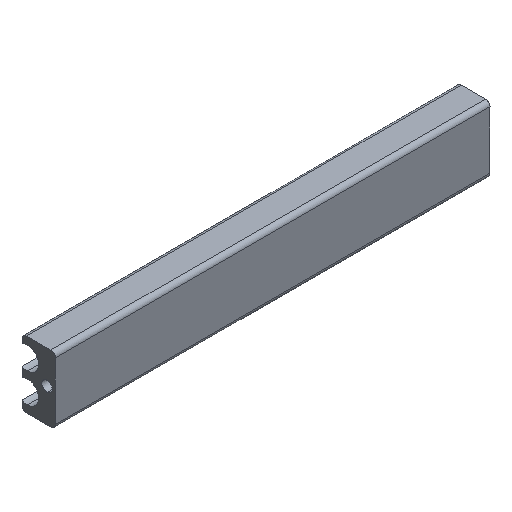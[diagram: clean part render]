
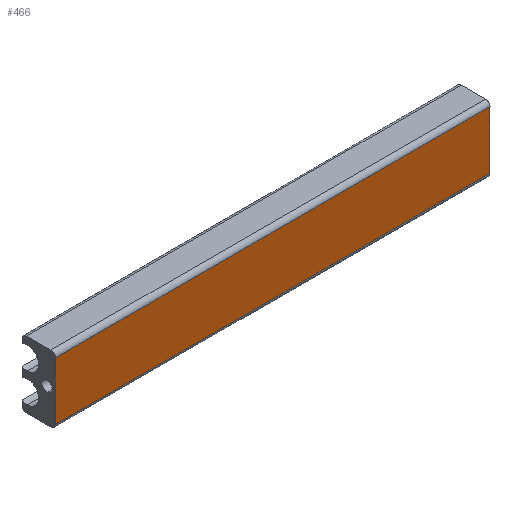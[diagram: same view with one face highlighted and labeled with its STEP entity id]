
A CAD part, isometric view. The second image highlights one B-rep face of the part: STEP entity #466.
In plain terms, the highlighted planar face has unit normal (0, -1, 0).
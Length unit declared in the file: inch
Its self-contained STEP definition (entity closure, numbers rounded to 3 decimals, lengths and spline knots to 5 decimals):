
#2 = VECTOR ( 'NONE', #346, 39.37008 ) ;
#28 = CARTESIAN_POINT ( 'NONE',  ( 3.28853, -0.1875, 15748.0315 ) ) ;
#101 = AXIS2_PLACEMENT_3D ( 'NONE', #28, #706, #582 ) ;
#120 = ORIENTED_EDGE ( 'NONE', *, *, #772, .T. ) ;
#143 = VERTEX_POINT ( 'NONE', #803 ) ;
#145 = LINE ( 'NONE', #784, #2 ) ;
#160 = DIRECTION ( 'NONE',  ( -1., 0., 0. ) ) ;
#233 = ORIENTED_EDGE ( 'NONE', *, *, #816, .F. ) ;
#243 = VECTOR ( 'NONE', #160, 39.37008 ) ;
#258 = EDGE_CURVE ( 'NONE', #480, #791, #741, .T. ) ;
#346 = DIRECTION ( 'NONE',  ( -1., 0., 0. ) ) ;
#393 = CARTESIAN_POINT ( 'NONE',  ( 2.45, -0.1875, 15748.0315 ) ) ;
#395 = PLANE ( 'NONE',  #101 ) ;
#414 = CARTESIAN_POINT ( 'NONE',  ( -2.45, -0.1875, 15748.0315 ) ) ;
#466 = ADVANCED_FACE ( 'NONE', ( #680 ), #395, .F. ) ;
#480 = VERTEX_POINT ( 'NONE', #643 ) ;
#510 = LINE ( 'NONE', #657, #243 ) ;
#537 = VECTOR ( 'NONE', #766, 39.37008 ) ;
#582 = DIRECTION ( 'NONE',  ( 0., 0., 1. ) ) ;
#587 = LINE ( 'NONE', #414, #605 ) ;
#602 = CARTESIAN_POINT ( 'NONE',  ( 2.45, -0.1875, -0.325 ) ) ;
#605 = VECTOR ( 'NONE', #795, 39.37008 ) ;
#614 = EDGE_LOOP ( 'NONE', ( #722, #120, #627, #233 ) ) ;
#627 = ORIENTED_EDGE ( 'NONE', *, *, #736, .T. ) ;
#643 = CARTESIAN_POINT ( 'NONE',  ( 2.45, -0.1875, 0.325 ) ) ;
#657 = CARTESIAN_POINT ( 'NONE',  ( 3.28853, -0.1875, 0.325 ) ) ;
#680 = FACE_OUTER_BOUND ( 'NONE', #614, .T. ) ;
#694 = VERTEX_POINT ( 'NONE', #702 ) ;
#702 = CARTESIAN_POINT ( 'NONE',  ( -2.45, -0.1875, -0.325 ) ) ;
#706 = DIRECTION ( 'NONE',  ( 0., 1., 0. ) ) ;
#722 = ORIENTED_EDGE ( 'NONE', *, *, #258, .F. ) ;
#736 = EDGE_CURVE ( 'NONE', #143, #694, #587, .T. ) ;
#741 = LINE ( 'NONE', #393, #537 ) ;
#766 = DIRECTION ( 'NONE',  ( 0., 0., -1. ) ) ;
#772 = EDGE_CURVE ( 'NONE', #480, #143, #510, .T. ) ;
#784 = CARTESIAN_POINT ( 'NONE',  ( 3.28853, -0.1875, -0.325 ) ) ;
#791 = VERTEX_POINT ( 'NONE', #602 ) ;
#795 = DIRECTION ( 'NONE',  ( 0., 0., -1. ) ) ;
#803 = CARTESIAN_POINT ( 'NONE',  ( -2.45, -0.1875, 0.325 ) ) ;
#816 = EDGE_CURVE ( 'NONE', #791, #694, #145, .T. ) ;
